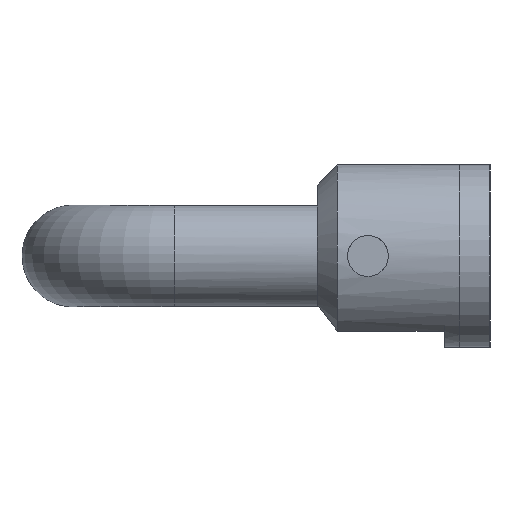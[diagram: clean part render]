
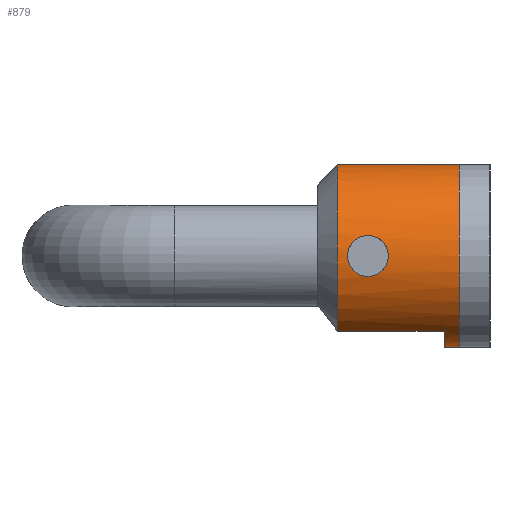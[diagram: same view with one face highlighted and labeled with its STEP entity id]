
A CAD part, left-side view. The second image highlights one B-rep face of the part: STEP entity #879.
In plain terms, the highlighted cylindrical face has radius 9 mm (diameter 18 mm), a full revolution.
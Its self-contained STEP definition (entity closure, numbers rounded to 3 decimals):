
#54=LINE('',#1550,#110);
#55=LINE('',#1554,#111);
#56=LINE('',#1555,#112);
#57=LINE('',#1560,#113);
#110=VECTOR('',#1214,1000.);
#111=VECTOR('',#1217,1000.);
#112=VECTOR('',#1218,1000.);
#113=VECTOR('',#1221,1000.);
#146=B_SPLINE_CURVE_WITH_KNOTS('',3,(#1523,#1524,#1525,#1526,#1527,#1528,
#1529,#1530,#1531,#1532,#1533),.UNSPECIFIED.,.T.,.F.,(1,1,1,1,1,1,1,1,1,
1,1,1,1,1,1),(-0.005,-0.003,-0.002,
0.,0.002,0.003,0.005,0.006,
0.008,0.009,0.011,0.013,
0.014,0.016,0.017),.UNSPECIFIED.);
#147=B_SPLINE_CURVE_WITH_KNOTS('',3,(#1535,#1536,#1537,#1538,#1539,#1540,
#1541,#1542,#1543,#1544,#1545),.UNSPECIFIED.,.T.,.F.,(1,1,1,1,1,1,1,1,1,
1,1,1,1,1,1),(-0.005,-0.003,-0.002,
0.,0.002,0.003,0.005,0.006,
0.008,0.009,0.011,0.013,
0.014,0.016,0.017),.UNSPECIFIED.);
#195=CYLINDRICAL_SURFACE('',#1012,9.);
#339=ORIENTED_EDGE('',*,*,#504,.T.);
#340=ORIENTED_EDGE('',*,*,#505,.T.);
#341=ORIENTED_EDGE('',*,*,#506,.T.);
#342=ORIENTED_EDGE('',*,*,#507,.F.);
#343=ORIENTED_EDGE('',*,*,#508,.F.);
#344=ORIENTED_EDGE('',*,*,#509,.T.);
#345=ORIENTED_EDGE('',*,*,#510,.F.);
#346=ORIENTED_EDGE('',*,*,#511,.T.);
#347=ORIENTED_EDGE('',*,*,#512,.F.);
#348=ORIENTED_EDGE('',*,*,#513,.F.);
#504=EDGE_CURVE('',#601,#601,#146,.T.);
#505=EDGE_CURVE('',#602,#602,#147,.T.);
#506=EDGE_CURVE('',#603,#604,#662,.T.);
#507=EDGE_CURVE('',#605,#604,#54,.T.);
#508=EDGE_CURVE('',#606,#605,#663,.F.);
#509=EDGE_CURVE('',#606,#603,#55,.T.);
#510=EDGE_CURVE('',#607,#608,#56,.T.);
#511=EDGE_CURVE('',#607,#609,#664,.T.);
#512=EDGE_CURVE('',#610,#609,#57,.F.);
#513=EDGE_CURVE('',#608,#610,#665,.T.);
#601=VERTEX_POINT('',#1534);
#602=VERTEX_POINT('',#1546);
#603=VERTEX_POINT('',#1548);
#604=VERTEX_POINT('',#1549);
#605=VERTEX_POINT('',#1551);
#606=VERTEX_POINT('',#1553);
#607=VERTEX_POINT('',#1556);
#608=VERTEX_POINT('',#1557);
#609=VERTEX_POINT('',#1559);
#610=VERTEX_POINT('',#1561);
#662=CIRCLE('',#1013,9.);
#663=CIRCLE('',#1014,9.);
#664=CIRCLE('',#1015,9.);
#665=CIRCLE('',#1016,9.);
#723=EDGE_LOOP('',(#339));
#724=EDGE_LOOP('',(#340));
#725=EDGE_LOOP('',(#341,#342,#343,#344));
#726=EDGE_LOOP('',(#345,#346,#347,#348));
#797=FACE_BOUND('',#723,.T.);
#798=FACE_BOUND('',#724,.T.);
#799=FACE_BOUND('',#725,.T.);
#800=FACE_BOUND('',#726,.T.);
#879=ADVANCED_FACE('',(#797,#798,#799,#800),#195,.T.);
#1012=AXIS2_PLACEMENT_3D('',#1522,#1210,#1211);
#1013=AXIS2_PLACEMENT_3D('',#1547,#1212,#1213);
#1014=AXIS2_PLACEMENT_3D('',#1552,#1215,#1216);
#1015=AXIS2_PLACEMENT_3D('',#1558,#1219,#1220);
#1016=AXIS2_PLACEMENT_3D('',#1562,#1222,#1223);
#1210=DIRECTION('',(0.,-1.,0.));
#1211=DIRECTION('',(0.,0.,-1.));
#1212=DIRECTION('',(0.,1.,0.));
#1213=DIRECTION('',(1.,0.,0.));
#1214=DIRECTION('',(0.,-1.,0.));
#1215=DIRECTION('',(0.,1.,0.));
#1216=DIRECTION('',(0.,0.,1.));
#1217=DIRECTION('',(0.,-1.,0.));
#1218=DIRECTION('',(0.,-1.,0.));
#1219=DIRECTION('',(0.,-1.,0.));
#1220=DIRECTION('',(0.,0.,-1.));
#1221=DIRECTION('',(0.,-1.,0.));
#1222=DIRECTION('',(0.,1.,0.));
#1223=DIRECTION('',(0.,0.,1.));
#1522=CARTESIAN_POINT('',(-50.,3.,0.));
#1523=CARTESIAN_POINT('',(-41.111,13.569,-1.566));
#1524=CARTESIAN_POINT('',(-41.282,12.,-2.217));
#1525=CARTESIAN_POINT('',(-41.111,10.433,-1.566));
#1526=CARTESIAN_POINT('',(-40.944,9.784,-0.002));
#1527=CARTESIAN_POINT('',(-41.111,10.433,1.568));
#1528=CARTESIAN_POINT('',(-41.282,11.999,2.216));
#1529=CARTESIAN_POINT('',(-41.111,13.566,1.569));
#1530=CARTESIAN_POINT('',(-40.944,14.216,0.001));
#1531=CARTESIAN_POINT('',(-41.111,13.569,-1.566));
#1532=CARTESIAN_POINT('',(-41.282,12.,-2.217));
#1533=CARTESIAN_POINT('',(-41.111,10.433,-1.566));
#1534=CARTESIAN_POINT('',(-41.225,12.,-2.));
#1535=CARTESIAN_POINT('',(-58.889,10.431,-1.566));
#1536=CARTESIAN_POINT('',(-58.718,12.,-2.217));
#1537=CARTESIAN_POINT('',(-58.889,13.567,-1.566));
#1538=CARTESIAN_POINT('',(-59.056,14.216,-0.002));
#1539=CARTESIAN_POINT('',(-58.889,13.567,1.568));
#1540=CARTESIAN_POINT('',(-58.718,12.001,2.216));
#1541=CARTESIAN_POINT('',(-58.889,10.434,1.569));
#1542=CARTESIAN_POINT('',(-59.056,9.784,0.001));
#1543=CARTESIAN_POINT('',(-58.889,10.431,-1.566));
#1544=CARTESIAN_POINT('',(-58.718,12.,-2.217));
#1545=CARTESIAN_POINT('',(-58.889,13.567,-1.566));
#1546=CARTESIAN_POINT('',(-58.775,12.,-2.));
#1547=CARTESIAN_POINT('',(-50.,0.,0.));
#1548=CARTESIAN_POINT('',(-50.,0.,9.));
#1549=CARTESIAN_POINT('',(-50.,0.,-9.));
#1550=CARTESIAN_POINT('',(-50.,3.,-9.));
#1551=CARTESIAN_POINT('',(-50.,3.,-9.));
#1552=CARTESIAN_POINT('',(-50.,3.,0.));
#1553=CARTESIAN_POINT('',(-50.,3.,9.));
#1554=CARTESIAN_POINT('',(-50.,3.,9.));
#1555=CARTESIAN_POINT('',(-44.85,3.,-7.381));
#1556=CARTESIAN_POINT('',(-44.85,15.,-7.381));
#1557=CARTESIAN_POINT('',(-44.85,4.5,-7.381));
#1558=CARTESIAN_POINT('',(-50.,15.,0.));
#1559=CARTESIAN_POINT('',(-55.15,15.,-7.381));
#1560=CARTESIAN_POINT('',(-55.15,3.,-7.381));
#1561=CARTESIAN_POINT('',(-55.15,4.5,-7.381));
#1562=CARTESIAN_POINT('',(-50.,4.5,0.));
